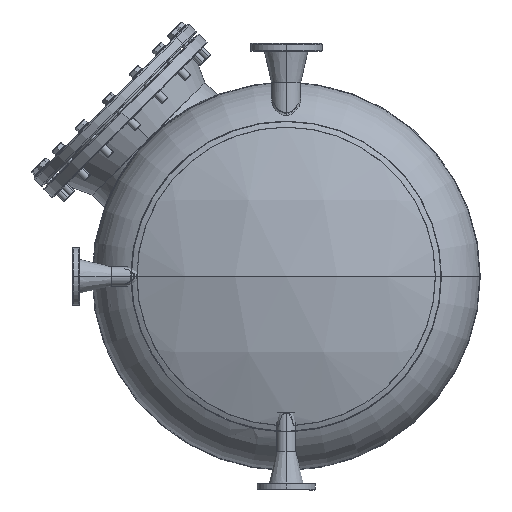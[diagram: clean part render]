
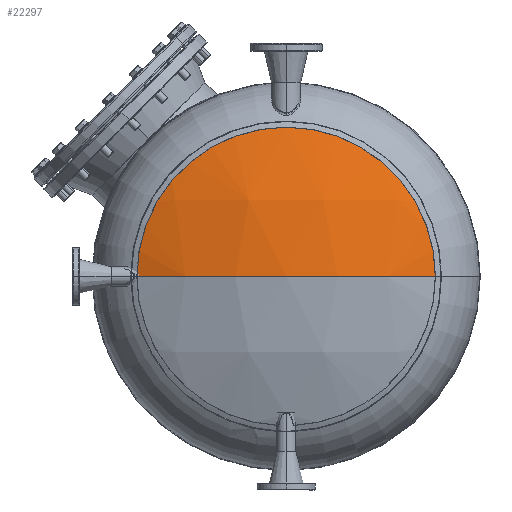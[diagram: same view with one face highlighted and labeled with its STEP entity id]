
A CAD part, front view. The second image highlights one B-rep face of the part: STEP entity #22297.
In plain terms, the highlighted spherical face has radius 1000 mm.
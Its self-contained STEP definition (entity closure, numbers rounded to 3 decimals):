
#247 = DIRECTION ( 'NONE',  ( -1., 0., 0. ) ) ;
#508 = VERTEX_POINT ( 'NONE', #6722 ) ;
#2244 = CIRCLE ( 'NONE', #8415, 1000. ) ;
#2500 = DIRECTION ( 'NONE',  ( -1., 0., 0. ) ) ;
#6550 = ORIENTED_EDGE ( 'NONE', *, *, #25367, .T. ) ;
#6722 = CARTESIAN_POINT ( 'NONE',  ( -480.838, -1041.123, 29.066 ) ) ;
#7609 = DIRECTION ( 'NONE',  ( -1., 0., 0. ) ) ;
#8415 = AXIS2_PLACEMENT_3D ( 'NONE', #14681, #15387, #30047 ) ;
#9755 = CARTESIAN_POINT ( 'NONE',  ( -96.222, -118.046, 29.066 ) ) ;
#10989 = CIRCLE ( 'NONE', #19442, 1000. ) ;
#12051 = AXIS2_PLACEMENT_3D ( 'NONE', #45428, #12315, #7609 ) ;
#12215 = FACE_OUTER_BOUND ( 'NONE', #12973, .T. ) ;
#12315 = DIRECTION ( 'NONE',  ( 0., 1., 0. ) ) ;
#12973 = EDGE_LOOP ( 'NONE', ( #46054, #6550, #34594 ) ) ;
#14681 = CARTESIAN_POINT ( 'NONE',  ( -96.222, -118.046, 29.066 ) ) ;
#15185 = CIRCLE ( 'NONE', #12051, 384.615 ) ;
#15387 = DIRECTION ( 'NONE',  ( 0., 0., 1. ) ) ;
#18256 = EDGE_CURVE ( 'NONE', #508, #19378, #15185, .T. ) ;
#18351 = VERTEX_POINT ( 'NONE', #28680 ) ;
#18532 = CARTESIAN_POINT ( 'NONE',  ( -96.222, -118.046, 29.066 ) ) ;
#19378 = VERTEX_POINT ( 'NONE', #47088 ) ;
#19442 = AXIS2_PLACEMENT_3D ( 'NONE', #18532, #26010, #247 ) ;
#22297 = ADVANCED_FACE ( 'NONE', ( #12215 ), #42857, .T. ) ;
#25367 = EDGE_CURVE ( 'NONE', #18351, #19378, #2244, .T. ) ;
#26010 = DIRECTION ( 'NONE',  ( 0., 0., -1. ) ) ;
#28680 = CARTESIAN_POINT ( 'NONE',  ( -96.222, -1118.046, 29.066 ) ) ;
#30047 = DIRECTION ( 'NONE',  ( 1., 0., 0. ) ) ;
#34594 = ORIENTED_EDGE ( 'NONE', *, *, #18256, .F. ) ;
#35521 = DIRECTION ( 'NONE',  ( 0., 0., 1. ) ) ;
#39620 = AXIS2_PLACEMENT_3D ( 'NONE', #9755, #35521, #2500 ) ;
#41774 = EDGE_CURVE ( 'NONE', #18351, #508, #10989, .T. ) ;
#42857 = SPHERICAL_SURFACE ( 'NONE', #39620, 1000. ) ;
#45428 = CARTESIAN_POINT ( 'NONE',  ( -96.222, -1041.123, 29.066 ) ) ;
#46054 = ORIENTED_EDGE ( 'NONE', *, *, #41774, .F. ) ;
#47088 = CARTESIAN_POINT ( 'NONE',  ( 288.393, -1041.123, 29.066 ) ) ;
